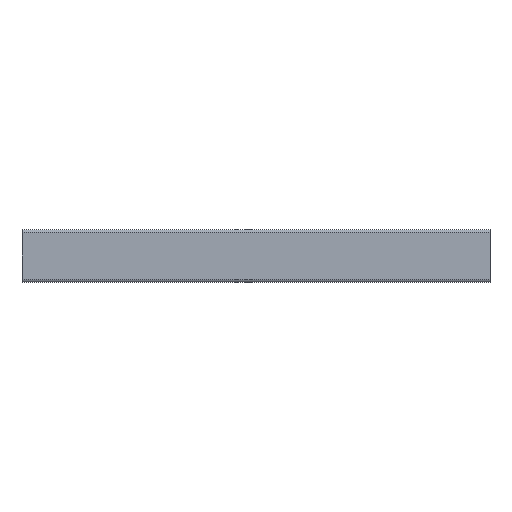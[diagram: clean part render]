
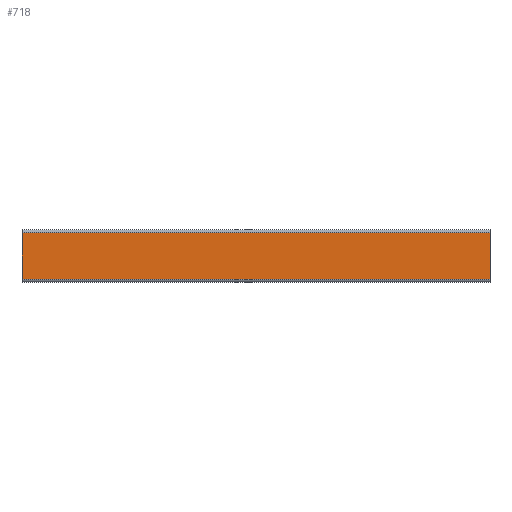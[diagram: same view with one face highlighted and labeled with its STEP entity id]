
A CAD part, front view. The second image highlights one B-rep face of the part: STEP entity #718.
In plain terms, the highlighted planar face has unit normal (0, -1, 0).
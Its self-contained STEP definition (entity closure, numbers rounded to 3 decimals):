
#6 = FACE_OUTER_BOUND ( 'NONE', #412, .T. ) ;
#22 = LINE ( 'NONE', #493, #578 ) ;
#49 = CARTESIAN_POINT ( 'NONE',  ( 40., 0., 0. ) ) ;
#69 = AXIS2_PLACEMENT_3D ( 'NONE', #49, #131, #756 ) ;
#80 = DIRECTION ( 'NONE',  ( 0., 0., -1. ) ) ;
#103 = VECTOR ( 'NONE', #80, 1000. ) ;
#110 = DIRECTION ( 'NONE',  ( 0., 0., -1. ) ) ;
#131 = DIRECTION ( 'NONE',  ( 0., 1., 0. ) ) ;
#155 = VERTEX_POINT ( 'NONE', #574 ) ;
#167 = VERTEX_POINT ( 'NONE', #318 ) ;
#246 = EDGE_CURVE ( 'NONE', #839, #155, #1044, .T. ) ;
#254 = CARTESIAN_POINT ( 'NONE',  ( 0., 0., -0.25 ) ) ;
#274 = ORIENTED_EDGE ( 'NONE', *, *, #1047, .T. ) ;
#280 = EDGE_CURVE ( 'NONE', #167, #813, #809, .T. ) ;
#297 = CARTESIAN_POINT ( 'NONE',  ( 0., 0., 0. ) ) ;
#318 = CARTESIAN_POINT ( 'NONE',  ( 40., 0., -0.25 ) ) ;
#412 = EDGE_LOOP ( 'NONE', ( #505, #274, #834, #954 ) ) ;
#493 = CARTESIAN_POINT ( 'NONE',  ( 40., 0., -0.25 ) ) ;
#504 = DIRECTION ( 'NONE',  ( 1., 0., 0. ) ) ;
#505 = ORIENTED_EDGE ( 'NONE', *, *, #246, .T. ) ;
#562 = DIRECTION ( 'NONE',  ( -1., 0., 0. ) ) ;
#574 = CARTESIAN_POINT ( 'NONE',  ( 0., 0., -4.25 ) ) ;
#576 = PLANE ( 'NONE',  #69 ) ;
#578 = VECTOR ( 'NONE', #562, 1000. ) ;
#663 = EDGE_CURVE ( 'NONE', #167, #839, #22, .T. ) ;
#674 = CARTESIAN_POINT ( 'NONE',  ( 40., 0., -4.25 ) ) ;
#712 = VECTOR ( 'NONE', #110, 1000. ) ;
#718 = ADVANCED_FACE ( 'NONE', ( #6 ), #576, .F. ) ;
#756 = DIRECTION ( 'NONE',  ( 0., 0., 1. ) ) ;
#783 = CARTESIAN_POINT ( 'NONE',  ( 40., 0., 0. ) ) ;
#809 = LINE ( 'NONE', #783, #103 ) ;
#813 = VERTEX_POINT ( 'NONE', #1117 ) ;
#834 = ORIENTED_EDGE ( 'NONE', *, *, #280, .F. ) ;
#839 = VERTEX_POINT ( 'NONE', #254 ) ;
#859 = LINE ( 'NONE', #674, #984 ) ;
#954 = ORIENTED_EDGE ( 'NONE', *, *, #663, .T. ) ;
#984 = VECTOR ( 'NONE', #504, 1000. ) ;
#1044 = LINE ( 'NONE', #297, #712 ) ;
#1047 = EDGE_CURVE ( 'NONE', #155, #813, #859, .T. ) ;
#1117 = CARTESIAN_POINT ( 'NONE',  ( 40., 0., -4.25 ) ) ;
